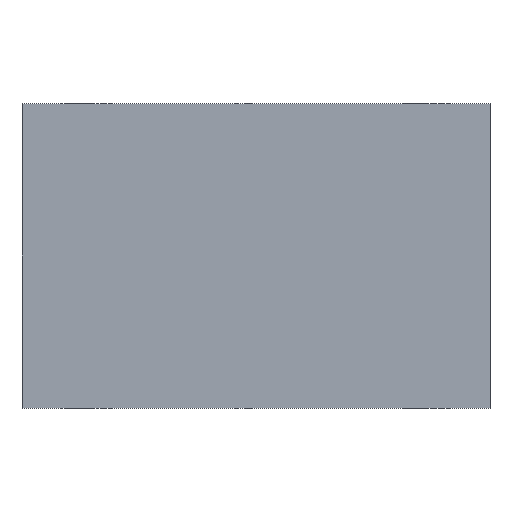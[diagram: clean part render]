
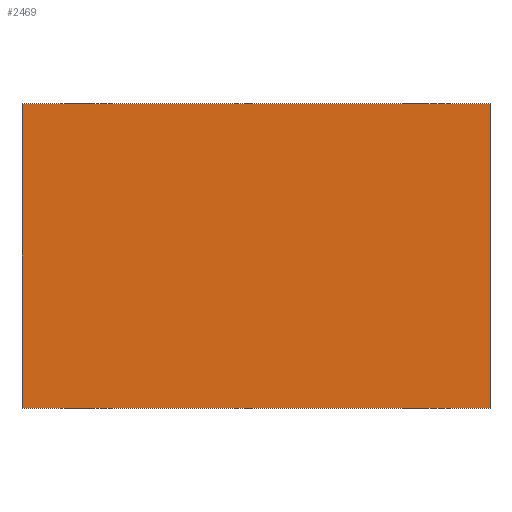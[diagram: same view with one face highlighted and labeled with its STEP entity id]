
A CAD part, front view. The second image highlights one B-rep face of the part: STEP entity #2469.
In plain terms, the highlighted planar face has unit normal (0, -1, 0).
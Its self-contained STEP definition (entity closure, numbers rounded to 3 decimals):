
#87=LINE('',#3770,#281);
#160=LINE('',#4085,#354);
#163=LINE('',#4094,#357);
#165=LINE('',#4101,#359);
#281=VECTOR('',#2956,1000.);
#354=VECTOR('',#3163,1000.);
#357=VECTOR('',#3172,1000.);
#359=VECTOR('',#3180,1000.);
#484=PLANE('',#2706);
#796=ORIENTED_EDGE('',*,*,#1459,.T.);
#797=ORIENTED_EDGE('',*,*,#1450,.F.);
#798=ORIENTED_EDGE('',*,*,#1455,.F.);
#799=ORIENTED_EDGE('',*,*,#1319,.T.);
#1319=EDGE_CURVE('',#1666,#1665,#87,.T.);
#1450=EDGE_CURVE('',#1771,#1772,#160,.T.);
#1455=EDGE_CURVE('',#1666,#1771,#163,.T.);
#1459=EDGE_CURVE('',#1665,#1772,#165,.T.);
#1665=VERTEX_POINT('',#3769);
#1666=VERTEX_POINT('',#3771);
#1771=VERTEX_POINT('',#4084);
#1772=VERTEX_POINT('',#4086);
#2048=EDGE_LOOP('',(#796,#797,#798,#799));
#2248=FACE_BOUND('',#2048,.T.);
#2469=ADVANCED_FACE('',(#2248),#484,.F.);
#2706=AXIS2_PLACEMENT_3D('',#4102,#3181,#3182);
#2956=DIRECTION('',(0.,0.,-1.));
#3163=DIRECTION('',(0.,0.,-1.));
#3172=DIRECTION('',(1.,0.,0.));
#3180=DIRECTION('',(1.,0.,0.));
#3181=DIRECTION('',(0.,1.,0.));
#3182=DIRECTION('',(0.,0.,1.));
#3769=CARTESIAN_POINT('',(-40.,0.,-26.));
#3770=CARTESIAN_POINT('',(-40.,0.,26.));
#3771=CARTESIAN_POINT('',(-40.,0.,26.));
#4084=CARTESIAN_POINT('',(40.,0.,26.));
#4085=CARTESIAN_POINT('',(40.,0.,26.));
#4086=CARTESIAN_POINT('',(40.,0.,-26.));
#4094=CARTESIAN_POINT('',(-40.,0.,26.));
#4101=CARTESIAN_POINT('',(-40.,0.,-26.));
#4102=CARTESIAN_POINT('',(-40.,0.,26.));
